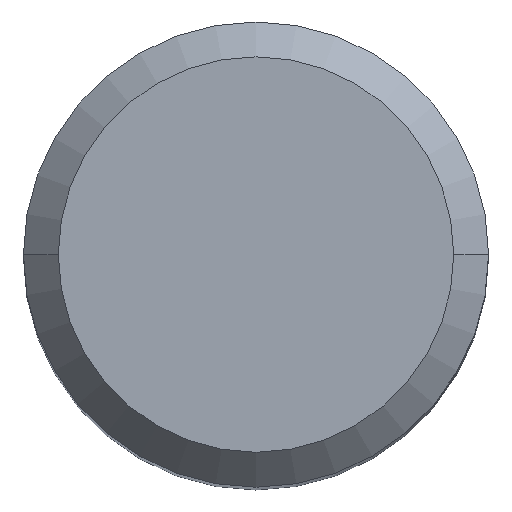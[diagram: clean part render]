
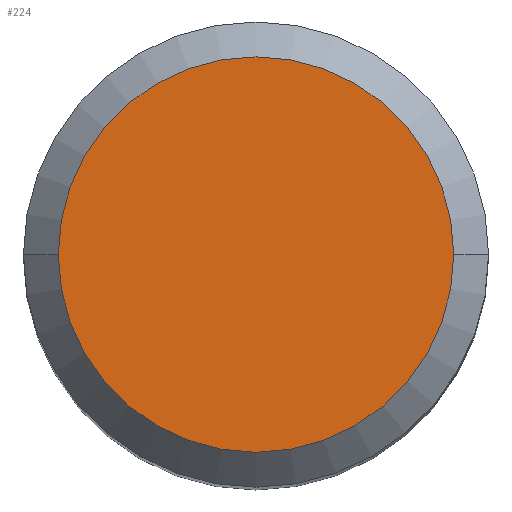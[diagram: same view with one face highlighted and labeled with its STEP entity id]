
A CAD part, top view. The second image highlights one B-rep face of the part: STEP entity #224.
In plain terms, the highlighted planar face has unit normal (0, 0, 1).
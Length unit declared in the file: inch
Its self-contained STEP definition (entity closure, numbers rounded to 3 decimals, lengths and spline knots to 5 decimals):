
#23 = CARTESIAN_POINT ( 'NONE',  ( 0., 0., 0. ) ) ;
#27 = DIRECTION ( 'NONE',  ( 1., 0., 0. ) ) ;
#35 = CARTESIAN_POINT ( 'NONE',  ( 0.2125, 0., 0. ) ) ;
#89 = AXIS2_PLACEMENT_3D ( 'NONE', #310, #119, #472 ) ;
#106 = EDGE_CURVE ( 'NONE', #373, #365, #488, .T. ) ;
#119 = DIRECTION ( 'NONE',  ( 0., 0., 1. ) ) ;
#128 = FACE_OUTER_BOUND ( 'NONE', #221, .T. ) ;
#146 = CARTESIAN_POINT ( 'NONE',  ( -0.2125, 0., 0. ) ) ;
#221 = EDGE_LOOP ( 'NONE', ( #418, #300 ) ) ;
#224 = ADVANCED_FACE ( 'NONE', ( #128 ), #463, .F. ) ;
#235 = AXIS2_PLACEMENT_3D ( 'NONE', #467, #348, #270 ) ;
#270 = DIRECTION ( 'NONE',  ( -1., 0., 0. ) ) ;
#300 = ORIENTED_EDGE ( 'NONE', *, *, #106, .T. ) ;
#308 = AXIS2_PLACEMENT_3D ( 'NONE', #23, #359, #27 ) ;
#310 = CARTESIAN_POINT ( 'NONE',  ( 0., 0., 0. ) ) ;
#348 = DIRECTION ( 'NONE',  ( 0., 0., -1. ) ) ;
#359 = DIRECTION ( 'NONE',  ( 0., 0., 1. ) ) ;
#364 = EDGE_CURVE ( 'NONE', #365, #373, #466, .T. ) ;
#365 = VERTEX_POINT ( 'NONE', #146 ) ;
#373 = VERTEX_POINT ( 'NONE', #35 ) ;
#418 = ORIENTED_EDGE ( 'NONE', *, *, #364, .T. ) ;
#463 = PLANE ( 'NONE',  #235 ) ;
#466 = CIRCLE ( 'NONE', #308, 0.2125 ) ;
#467 = CARTESIAN_POINT ( 'NONE',  ( 0., 0., 0. ) ) ;
#472 = DIRECTION ( 'NONE',  ( 1., 0., 0. ) ) ;
#488 = CIRCLE ( 'NONE', #89, 0.2125 ) ;
